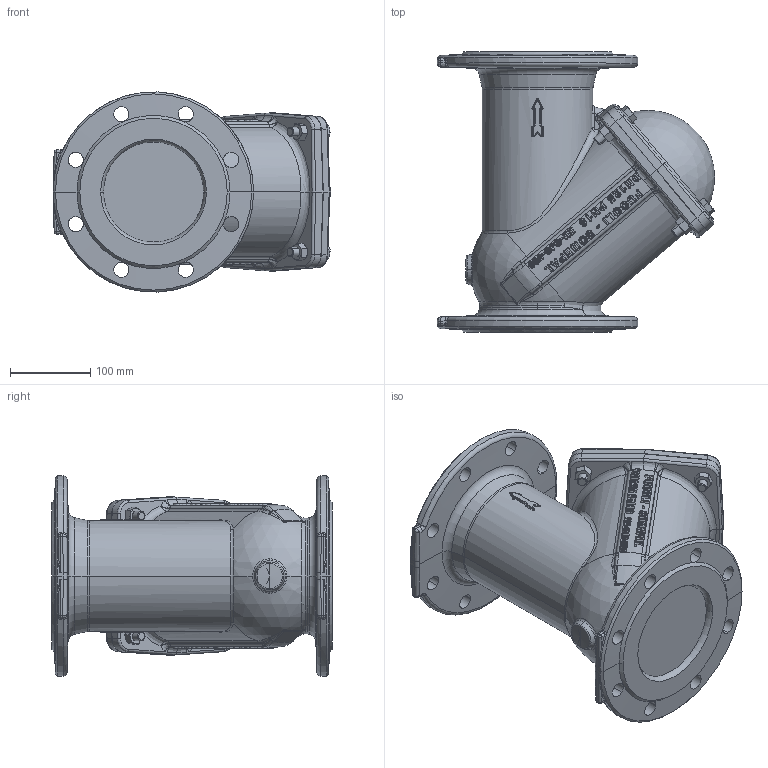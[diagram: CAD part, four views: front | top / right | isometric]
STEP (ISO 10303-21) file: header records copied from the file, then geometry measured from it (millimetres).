
FILE_DESCRIPTION (( 'STEP AP214' ), '1' );
FILE_NAME ('VALV RET BOLA FL DN125 PN16.STEP', '2014-09-29T17:28:31', ( '' ), ( '' ), 'SwSTEP 2.0', 'SolidWorks 2014', '' );
FILE_SCHEMA (( 'AUTOMOTIVE_DESIGN' ));
Length unit declared in the file: millimetre
Products named in the file (1): VALV RET BOLA FL DN125 PN16
Bounding box: 346.01 x 350 x 249.75 mm (x, y, z)
Volume: 10660542 mm3; surface area: 466362 mm2
Topology: 1 solids, 1 shells, 2015 faces, 5240 edges, 3328 vertices
Faces by surface type: bspline 1302, cylinder 279, plane 234, cone 113, torus 49, sphere 38
Entity records: 172508 total; most frequent: CARTESIAN_POINT 132765, ORIENTED_EDGE 10428, EDGE_CURVE 5214, B_SPLINE_CURVE_WITH_KNOTS 3867, DIRECTION 3377, VERTEX_POINT 3322, EDGE_LOOP 2176, FACE_OUTER_BOUND 2015
